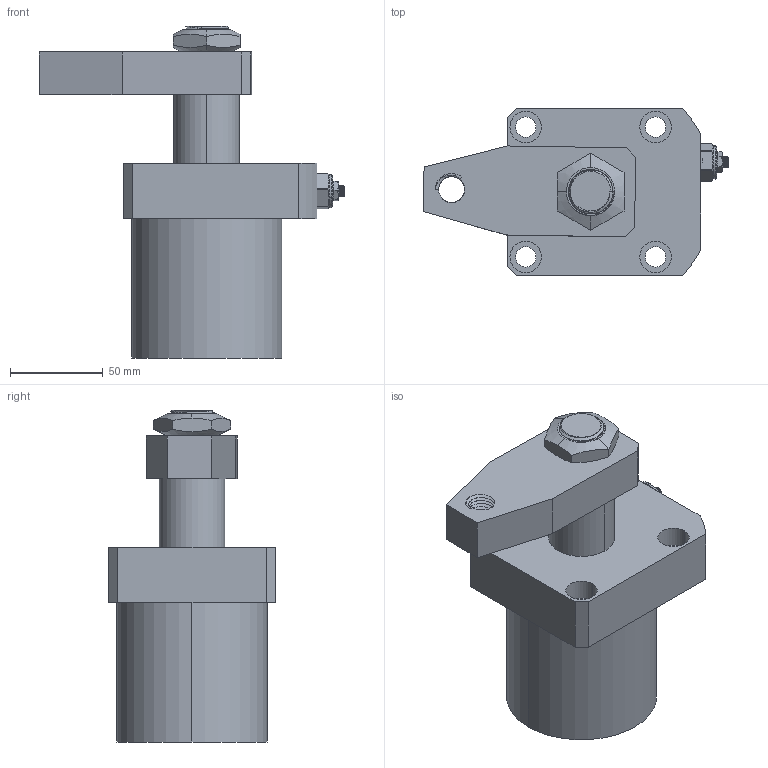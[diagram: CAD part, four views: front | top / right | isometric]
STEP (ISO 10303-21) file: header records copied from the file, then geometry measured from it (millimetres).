
FILE_DESCRIPTION (( 'STEP AP203' ), '1' );
FILE_NAME ('CHS-FAMT63S蚾饜极.STEP', '2019-05-08T00:40:57', ( '' ), ( '' ), 'SwSTEP 2.0', 'SolidWorks 2017', '' );
FILE_SCHEMA (( 'CONFIG_CONTROL_DESIGN' ));
Length unit declared in the file: millimetre
Products named in the file (8): CHS-63S-01; CHS-63S-02_3; 20覃厒裝; 20概极; M24; CHS-FAMT63BT; hex thin nuts-grades ab-chamfered gb(GB_FASTENER_NUT_STNAB M6-S); CHS-FAMT63S蚾饜极
Assembly tree (7 placements, depth 2):
  CHS-FAMT63S蚾饜极
    M24
    CHS-63S-01
    CHS-63S-02_3
    CHS-FAMT63BT
    20概极
    20覃厒裝
    hex thin nuts-grades ab-chamfered gb(GB_FASTENER_NUT_STNAB M6-S)
Bounding box: 164.57 x 90 x 179 mm (x, y, z)
Volume: 870126.2 mm3; surface area: 109637.7 mm2
Topology: 9 solids, 9 shells, 523 faces, 1461 edges, 970 vertices
Faces by surface type: cylinder 219, plane 112, bspline 111, cone 73, torus 8
Entity records: 38649 total; most frequent: CARTESIAN_POINT 26217, ORIENTED_EDGE 2914, DIRECTION 1744, EDGE_CURVE 1457, VERTEX_POINT 970, AXIS2_PLACEMENT_3D 662, B_SPLINE_CURVE_WITH_KNOTS 658, EDGE_LOOP 575
